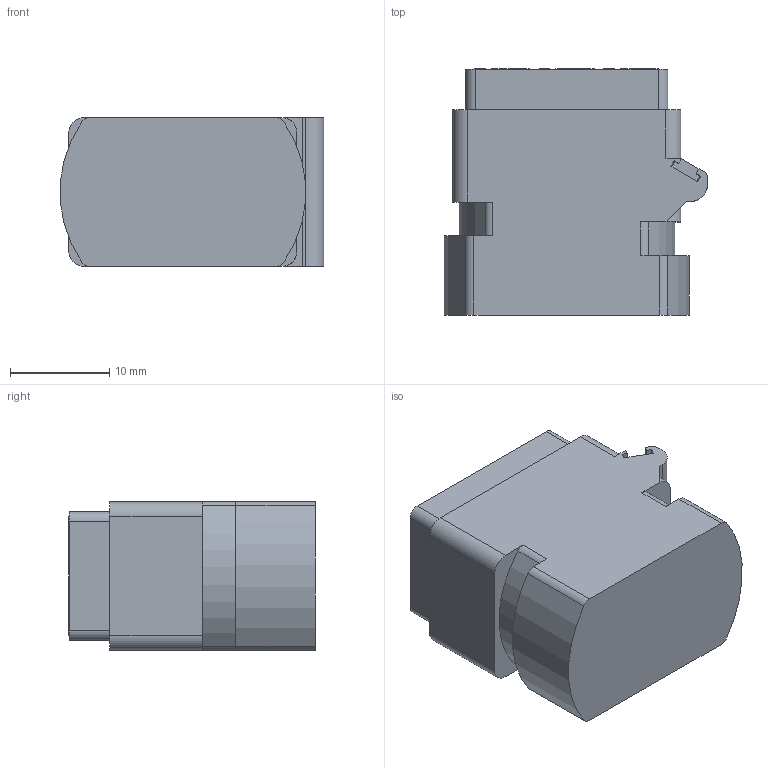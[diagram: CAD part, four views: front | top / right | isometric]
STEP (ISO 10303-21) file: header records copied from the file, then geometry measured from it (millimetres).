
FILE_DESCRIPTION((''),'2;1');
FILE_NAME('00111540102','2020-07-16T',('presta_be4'),(''),'CREO PARAMETRIC BY PTC INC, 2018360','CREO PARAMETRIC BY PTC INC, 2018360','');
FILE_SCHEMA(('CONFIG_CONTROL_DESIGN'));
Length unit declared in the file: millimetre
Products named in the file (1): 00111540102
Bounding box: 26.55 x 24.85 x 15 mm (x, y, z)
Volume: 5876.2 mm3; surface area: 8903.4 mm2
Topology: 7 solids, 7 shells, 1182 faces, 3181 edges, 2042 vertices
Faces by surface type: plane 630, cylinder 276, cone 156, torus 72, bspline 48
Entity records: 44355 total; most frequent: CARTESIAN_POINT 15023, ORIENTED_EDGE 6338, DIRECTION 5949, EDGE_CURVE 3169, AXIS2_PLACEMENT_3D 2188, VERTEX_POINT 2042, VECTOR 1573, LINE 1573
